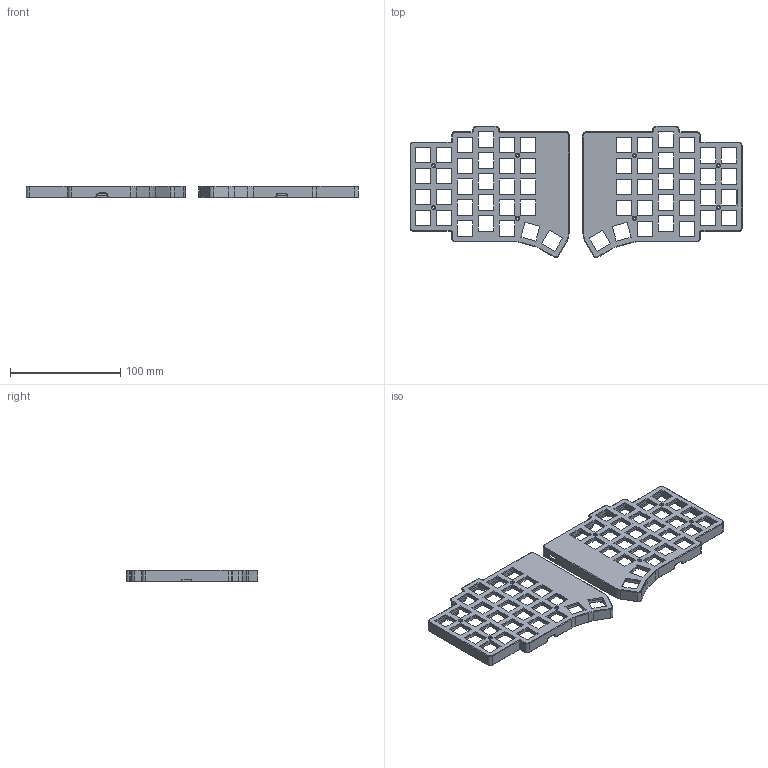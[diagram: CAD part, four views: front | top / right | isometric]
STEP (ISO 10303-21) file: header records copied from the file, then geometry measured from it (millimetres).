
FILE_DESCRIPTION(/* description */ ('FreeCAD Model','CAx-IF Rec.Pracs.---Representation and Presentation of Product Manufacturing Information (PMI)---4.0---2014-10-13'),/* implementation_level */ '2;1');
FILE_NAME(/* name */ 'Flake_L_MX v2.step',/* time_stamp */ '2025-03-22T21:46:16+08:00',/* author */ (''),/* organization */ (''),/* preprocessor_version */ 'ST-DEVELOPER v20',/* originating_system */ 'Autodesk Translation Framework v13.20.0.188',/* authorisation */ '');
FILE_SCHEMA (('AP242_MANAGED_MODEL_BASED_3D_ENGINEERING_MIM_LF { 1 0 10303 442 1 1 4 }'));
Length unit declared in the file: millimetre
Products named in the file (3): Enclosure_L; Top-Mirrored; Top
Assembly tree (2 placements, depth 2):
  Enclosure_L
    Top-Mirrored
    Top
Bounding box: 301.03 x 119.09 x 10.63 mm (x, y, z)
Volume: 79261.4 mm3; surface area: 66952.9 mm2
Topology: 2 solids, 2 shells, 1207 faces, 3263 edges, 2122 vertices
Faces by surface type: plane 749, cylinder 374, cone 84
Full cylindrical faces by diameter (mm): 2.2 x8, 3.8 x8
Entity records: 38093 total; most frequent: CARTESIAN_POINT 6597, DIRECTION 6531, ORIENTED_EDGE 6526, EDGE_CURVE 3263, LINE 2419, VECTOR 2419, VERTEX_POINT 2122, AXIS2_PLACEMENT_3D 2056
